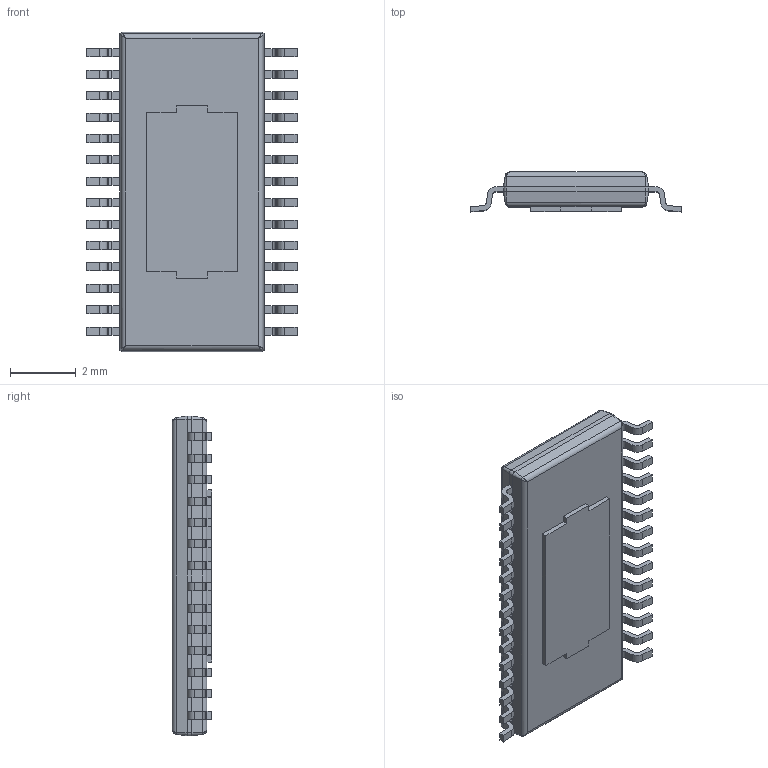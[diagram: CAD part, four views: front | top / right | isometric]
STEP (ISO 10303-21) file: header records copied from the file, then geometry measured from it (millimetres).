
FILE_DESCRIPTION (( 'STEP AP214' ), '1' );
FILE_NAME ('PWP28.STEP', '2020-08-11T03:21:31', ( '' ), ( '' ), 'SwSTEP 2.0', 'SolidWorks 2017', '' );
FILE_SCHEMA (( 'AUTOMOTIVE_DESIGN' ));
Length unit declared in the file: millimetre
Products named in the file (1): PWP28
Bounding box: 6.4 x 1.2 x 9.7 mm (x, y, z)
Volume: 47.3 mm3; surface area: 174.8 mm2
Topology: 31 solids, 31 shells, 460 faces, 1156 edges, 752 vertices
Faces by surface type: plane 316, cylinder 128, cone 8, bspline 8
Entity records: 15930 total; most frequent: CARTESIAN_POINT 3873, ORIENTED_EDGE 2296, DIRECTION 2270, EDGE_CURVE 1148, LINE 884, VECTOR 884, VERTEX_POINT 752, AXIS2_PLACEMENT_3D 693
